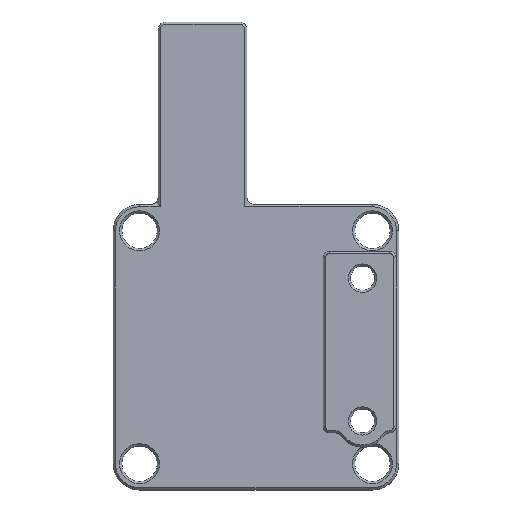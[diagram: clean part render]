
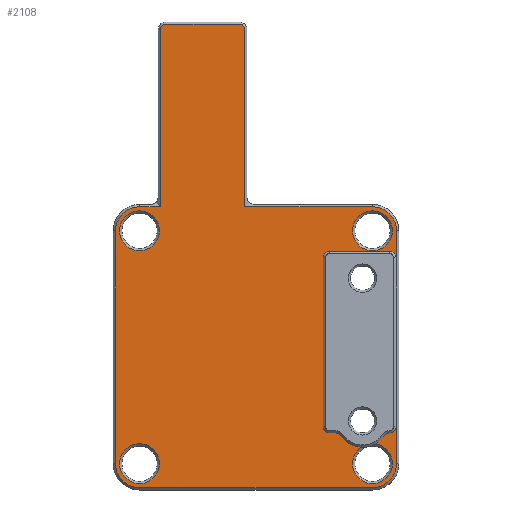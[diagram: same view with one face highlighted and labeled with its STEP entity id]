
A CAD part, front view. The second image highlights one B-rep face of the part: STEP entity #2108.
In plain terms, the highlighted planar face has unit normal (0, -1, 0).
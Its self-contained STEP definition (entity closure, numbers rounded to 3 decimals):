
#53=CIRCLE('',#2254,0.7);
#55=CIRCLE('',#2258,0.7);
#56=CIRCLE('',#2264,3.2);
#57=CIRCLE('',#2265,3.2);
#58=CIRCLE('',#2266,3.2);
#59=CIRCLE('',#2267,3.2);
#60=CIRCLE('',#2268,1.875);
#61=CIRCLE('',#2269,2.65);
#62=CIRCLE('',#2270,2.65);
#63=CIRCLE('',#2271,2.65);
#64=CIRCLE('',#2272,2.65);
#65=CIRCLE('',#2273,1.9);
#186=FACE_BOUND('',#418,.T.);
#187=FACE_BOUND('',#419,.T.);
#188=FACE_BOUND('',#420,.T.);
#189=FACE_BOUND('',#421,.T.);
#190=FACE_BOUND('',#422,.T.);
#191=FACE_BOUND('',#423,.T.);
#220=PLANE('',#2263);
#287=FACE_OUTER_BOUND('',#417,.T.);
#417=EDGE_LOOP('',(#1559,#1560,#1561,#1562,#1563,#1564,#1565,#1566,#1567,
#1568,#1569,#1570,#1571,#1572));
#418=EDGE_LOOP('',(#1573));
#419=EDGE_LOOP('',(#1574));
#420=EDGE_LOOP('',(#1575));
#421=EDGE_LOOP('',(#1576));
#422=EDGE_LOOP('',(#1577));
#423=EDGE_LOOP('',(#1578));
#587=LINE('',#3272,#766);
#590=LINE('',#3283,#769);
#594=LINE('',#3293,#773);
#597=LINE('',#3301,#776);
#598=LINE('',#3305,#777);
#599=LINE('',#3309,#778);
#600=LINE('',#3313,#779);
#601=LINE('',#3316,#780);
#766=VECTOR('',#2589,10.);
#769=VECTOR('',#2600,10.);
#773=VECTOR('',#2612,10.);
#776=VECTOR('',#2623,10.);
#777=VECTOR('',#2626,10.);
#778=VECTOR('',#2629,10.);
#779=VECTOR('',#2632,10.);
#780=VECTOR('',#2635,10.);
#961=VERTEX_POINT('',#3268);
#962=VERTEX_POINT('',#3270);
#964=VERTEX_POINT('',#3276);
#966=VERTEX_POINT('',#3281);
#967=VERTEX_POINT('',#3287);
#968=VERTEX_POINT('',#3291);
#969=VERTEX_POINT('',#3300);
#970=VERTEX_POINT('',#3302);
#971=VERTEX_POINT('',#3304);
#972=VERTEX_POINT('',#3306);
#973=VERTEX_POINT('',#3308);
#974=VERTEX_POINT('',#3310);
#975=VERTEX_POINT('',#3312);
#976=VERTEX_POINT('',#3314);
#977=VERTEX_POINT('',#3317);
#978=VERTEX_POINT('',#3319);
#979=VERTEX_POINT('',#3321);
#980=VERTEX_POINT('',#3323);
#981=VERTEX_POINT('',#3325);
#982=VERTEX_POINT('',#3327);
#1175=EDGE_CURVE('',#962,#961,#587,.T.);
#1178=EDGE_CURVE('',#964,#962,#53,.T.);
#1180=EDGE_CURVE('',#966,#964,#590,.T.);
#1184=EDGE_CURVE('',#967,#966,#55,.T.);
#1186=EDGE_CURVE('',#968,#967,#594,.T.);
#1189=EDGE_CURVE('',#969,#968,#597,.T.);
#1190=EDGE_CURVE('',#970,#969,#56,.T.);
#1191=EDGE_CURVE('',#971,#970,#598,.T.);
#1192=EDGE_CURVE('',#972,#971,#57,.T.);
#1193=EDGE_CURVE('',#973,#972,#599,.T.);
#1194=EDGE_CURVE('',#974,#973,#58,.T.);
#1195=EDGE_CURVE('',#975,#974,#600,.T.);
#1196=EDGE_CURVE('',#976,#975,#59,.T.);
#1197=EDGE_CURVE('',#961,#976,#601,.T.);
#1198=EDGE_CURVE('',#977,#977,#60,.T.);
#1199=EDGE_CURVE('',#978,#978,#61,.T.);
#1200=EDGE_CURVE('',#979,#979,#62,.T.);
#1201=EDGE_CURVE('',#980,#980,#63,.T.);
#1202=EDGE_CURVE('',#981,#981,#64,.T.);
#1203=EDGE_CURVE('',#982,#982,#65,.T.);
#1559=ORIENTED_EDGE('',*,*,#1189,.F.);
#1560=ORIENTED_EDGE('',*,*,#1190,.F.);
#1561=ORIENTED_EDGE('',*,*,#1191,.F.);
#1562=ORIENTED_EDGE('',*,*,#1192,.F.);
#1563=ORIENTED_EDGE('',*,*,#1193,.F.);
#1564=ORIENTED_EDGE('',*,*,#1194,.F.);
#1565=ORIENTED_EDGE('',*,*,#1195,.F.);
#1566=ORIENTED_EDGE('',*,*,#1196,.F.);
#1567=ORIENTED_EDGE('',*,*,#1197,.F.);
#1568=ORIENTED_EDGE('',*,*,#1175,.F.);
#1569=ORIENTED_EDGE('',*,*,#1178,.F.);
#1570=ORIENTED_EDGE('',*,*,#1180,.F.);
#1571=ORIENTED_EDGE('',*,*,#1184,.F.);
#1572=ORIENTED_EDGE('',*,*,#1186,.F.);
#1573=ORIENTED_EDGE('',*,*,#1198,.F.);
#1574=ORIENTED_EDGE('',*,*,#1199,.F.);
#1575=ORIENTED_EDGE('',*,*,#1200,.F.);
#1576=ORIENTED_EDGE('',*,*,#1201,.F.);
#1577=ORIENTED_EDGE('',*,*,#1202,.F.);
#1578=ORIENTED_EDGE('',*,*,#1203,.F.);
#2108=ADVANCED_FACE('',(#287,#186,#187,#188,#189,#190,#191),#220,.F.);
#2254=AXIS2_PLACEMENT_3D('',#3278,#2595,#2596);
#2258=AXIS2_PLACEMENT_3D('',#3289,#2607,#2608);
#2263=AXIS2_PLACEMENT_3D('',#3299,#2621,#2622);
#2264=AXIS2_PLACEMENT_3D('',#3303,#2624,#2625);
#2265=AXIS2_PLACEMENT_3D('',#3307,#2627,#2628);
#2266=AXIS2_PLACEMENT_3D('',#3311,#2630,#2631);
#2267=AXIS2_PLACEMENT_3D('',#3315,#2633,#2634);
#2268=AXIS2_PLACEMENT_3D('',#3318,#2636,#2637);
#2269=AXIS2_PLACEMENT_3D('',#3320,#2638,#2639);
#2270=AXIS2_PLACEMENT_3D('',#3322,#2640,#2641);
#2271=AXIS2_PLACEMENT_3D('',#3324,#2642,#2643);
#2272=AXIS2_PLACEMENT_3D('',#3326,#2644,#2645);
#2273=AXIS2_PLACEMENT_3D('',#3328,#2646,#2647);
#2589=DIRECTION('',(0.,0.,-1.));
#2595=DIRECTION('center_axis',(0.,1.,0.));
#2596=DIRECTION('ref_axis',(0.707,0.,0.707));
#2600=DIRECTION('',(1.,0.,0.));
#2607=DIRECTION('center_axis',(0.,1.,0.));
#2608=DIRECTION('ref_axis',(-0.707,0.,0.707));
#2612=DIRECTION('',(0.,0.,1.));
#2621=DIRECTION('center_axis',(0.,1.,0.));
#2622=DIRECTION('ref_axis',(1.,0.,0.));
#2623=DIRECTION('',(1.,0.,0.));
#2624=DIRECTION('center_axis',(0.,1.,0.));
#2625=DIRECTION('ref_axis',(-1.,0.,0.));
#2626=DIRECTION('',(0.,0.,1.));
#2627=DIRECTION('center_axis',(0.,1.,0.));
#2628=DIRECTION('ref_axis',(-1.,0.,0.));
#2629=DIRECTION('',(-1.,0.,0.));
#2630=DIRECTION('center_axis',(0.,1.,0.));
#2631=DIRECTION('ref_axis',(1.,0.,0.));
#2632=DIRECTION('',(0.,0.,-1.));
#2633=DIRECTION('center_axis',(0.,1.,0.));
#2634=DIRECTION('ref_axis',(1.,0.,0.));
#2635=DIRECTION('',(1.,0.,0.));
#2636=DIRECTION('center_axis',(0.,-1.,0.));
#2637=DIRECTION('ref_axis',(1.,0.,0.));
#2638=DIRECTION('center_axis',(0.,-1.,0.));
#2639=DIRECTION('ref_axis',(1.,0.,0.));
#2640=DIRECTION('center_axis',(0.,-1.,0.));
#2641=DIRECTION('ref_axis',(1.,0.,0.));
#2642=DIRECTION('center_axis',(0.,-1.,0.));
#2643=DIRECTION('ref_axis',(1.,0.,0.));
#2644=DIRECTION('center_axis',(0.,-1.,0.));
#2645=DIRECTION('ref_axis',(1.,0.,0.));
#2646=DIRECTION('center_axis',(0.,-1.,0.));
#2647=DIRECTION('ref_axis',(1.,0.,0.));
#3268=CARTESIAN_POINT('',(1.19,21.299,40.611));
#3270=CARTESIAN_POINT('',(1.19,21.299,64.197));
#3272=CARTESIAN_POINT('',(1.19,21.299,43.554));
#3276=CARTESIAN_POINT('',(0.49,21.299,64.897));
#3278=CARTESIAN_POINT('Origin',(0.49,21.299,64.197));
#3281=CARTESIAN_POINT('',(-9.31,21.299,64.897));
#3283=CARTESIAN_POINT('',(-3.805,21.299,64.897));
#3287=CARTESIAN_POINT('',(-10.01,21.299,64.197));
#3289=CARTESIAN_POINT('Origin',(-9.31,21.299,64.197));
#3291=CARTESIAN_POINT('',(-10.01,21.299,40.611));
#3293=CARTESIAN_POINT('',(-10.01,21.299,31.261));
#3299=CARTESIAN_POINT('Origin',(2.7,21.299,21.911));
#3300=CARTESIAN_POINT('',(-12.8,21.299,40.611));
#3301=CARTESIAN_POINT('',(-5.05,21.299,40.611));
#3302=CARTESIAN_POINT('',(-16.,21.299,37.411));
#3303=CARTESIAN_POINT('Origin',(-12.8,21.299,37.411));
#3304=CARTESIAN_POINT('',(-16.,21.299,6.411));
#3305=CARTESIAN_POINT('',(-16.,21.299,14.161));
#3306=CARTESIAN_POINT('',(-12.8,21.299,3.211));
#3307=CARTESIAN_POINT('Origin',(-12.8,21.299,6.411));
#3308=CARTESIAN_POINT('',(18.2,21.299,3.211));
#3309=CARTESIAN_POINT('',(10.45,21.299,3.211));
#3310=CARTESIAN_POINT('',(21.4,21.299,6.411));
#3311=CARTESIAN_POINT('Origin',(18.2,21.299,6.411));
#3312=CARTESIAN_POINT('',(21.4,21.299,37.411));
#3313=CARTESIAN_POINT('',(21.4,21.299,29.661));
#3314=CARTESIAN_POINT('',(18.2,21.299,40.611));
#3315=CARTESIAN_POINT('Origin',(18.2,21.299,37.411));
#3316=CARTESIAN_POINT('',(-5.05,21.299,40.611));
#3317=CARTESIAN_POINT('',(15.,21.299,12.1));
#3318=CARTESIAN_POINT('Origin',(16.875,21.299,12.1));
#3319=CARTESIAN_POINT('',(-15.45,21.299,37.411));
#3320=CARTESIAN_POINT('Origin',(-12.8,21.299,37.411));
#3321=CARTESIAN_POINT('',(15.55,21.299,6.411));
#3322=CARTESIAN_POINT('Origin',(18.2,21.299,6.411));
#3323=CARTESIAN_POINT('',(-15.45,21.299,6.411));
#3324=CARTESIAN_POINT('Origin',(-12.8,21.299,6.411));
#3325=CARTESIAN_POINT('',(15.55,21.299,37.411));
#3326=CARTESIAN_POINT('Origin',(18.2,21.299,37.411));
#3327=CARTESIAN_POINT('',(14.975,21.299,31.1));
#3328=CARTESIAN_POINT('Origin',(16.875,21.299,31.1));
